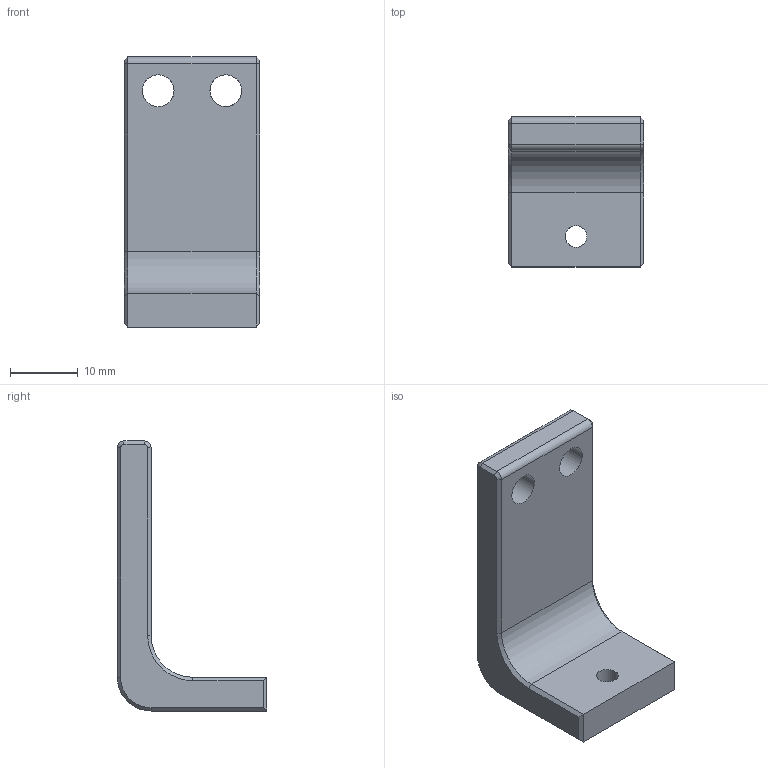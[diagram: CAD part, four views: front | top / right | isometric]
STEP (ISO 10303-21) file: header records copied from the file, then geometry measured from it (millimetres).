
FILE_DESCRIPTION(('HOOPS Exchange Step'),'2;1');
FILE_NAME('C920 Mount.stp','2026-02-20T14:44:51-05:00',('RED'),('Unknown organisation'),'HOOPS Exchange 2025.8','HOOPS Exchange','Unknown authorisation');
FILE_SCHEMA( ('AP203_CONFIGURATION_CONTROLLED_3D_DESIGN_OF_MECHANICAL_PARTS_AND_ASSEMBLIES_MIM_LF') );
Length unit declared in the file: millimetre
Products named in the file (2): 0; root
Assembly tree (1 placements, depth 2):
  root
    0
Bounding box: 20 x 22.11 x 39.92 mm (x, y, z)
Volume: 5507 mm3; surface area: 2985.3 mm2
Topology: 1 solids, 1 shells, 35 faces, 84 edges, 51 vertices
Faces by surface type: plane 20, cone 8, cylinder 7
Full cylindrical faces by diameter (mm): 3.2 x1, 4.7 x2
Entity records: 1057 total; most frequent: DIRECTION 187, CARTESIAN_POINT 173, ORIENTED_EDGE 168, EDGE_CURVE 84, AXIS2_PLACEMENT_3D 65, VECTOR 57, LINE 57, VERTEX_POINT 51
